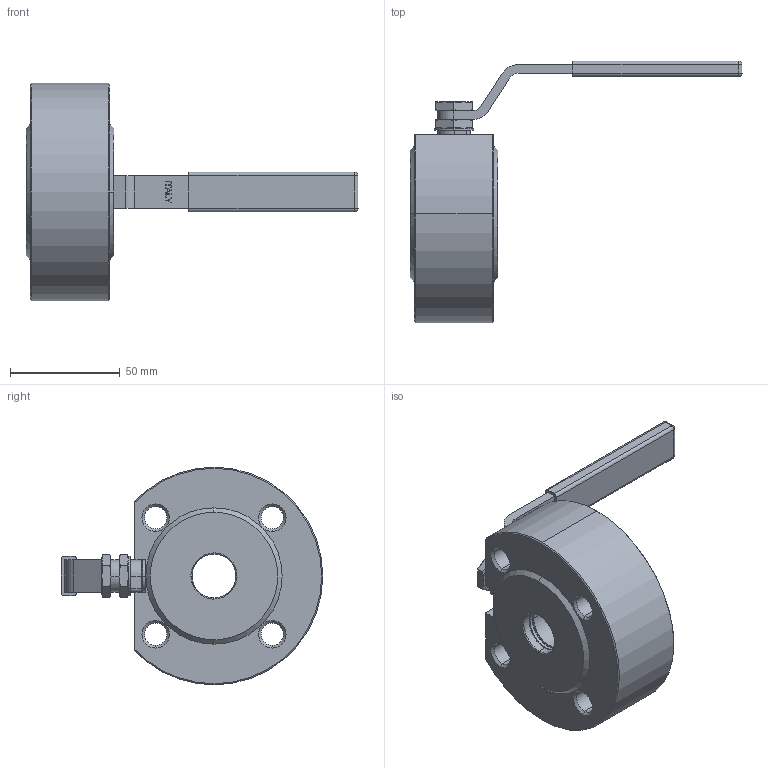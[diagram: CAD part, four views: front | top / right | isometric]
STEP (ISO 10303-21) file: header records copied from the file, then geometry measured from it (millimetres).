
FILE_DESCRIPTION (( 'STEP AP203' ), '1' );
FILE_NAME ('72200005.STEP', '2011-02-01T07:21:19', ( 'Xeon' ), ( '' ), 'SwSTEP 2.0', 'SolidWorks 2010', '' );
FILE_SCHEMA (( 'CONFIG_CONTROL_DESIGN' ));
Length unit declared in the file: millimetre
Products named in the file (1): 72200005
Bounding box: 151 x 119 x 99 mm (x, y, z)
Volume: 259250.9 mm3; surface area: 44336.3 mm2
Topology: 2 solids, 2 shells, 335 faces, 885 edges, 547 vertices
Faces by surface type: plane 125, cone 94, cylinder 82, bspline 30, sphere 4
Entity records: 11899 total; most frequent: CARTESIAN_POINT 3774, ORIENTED_EDGE 1738, DIRECTION 1654, EDGE_CURVE 869, AXIS2_PLACEMENT_3D 629, VERTEX_POINT 547, LINE 396, VECTOR 396
